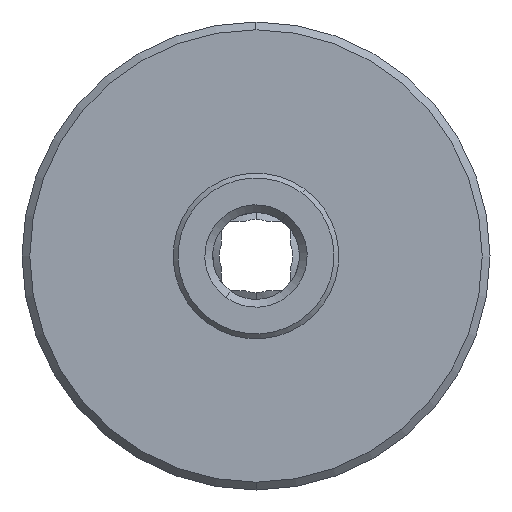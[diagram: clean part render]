
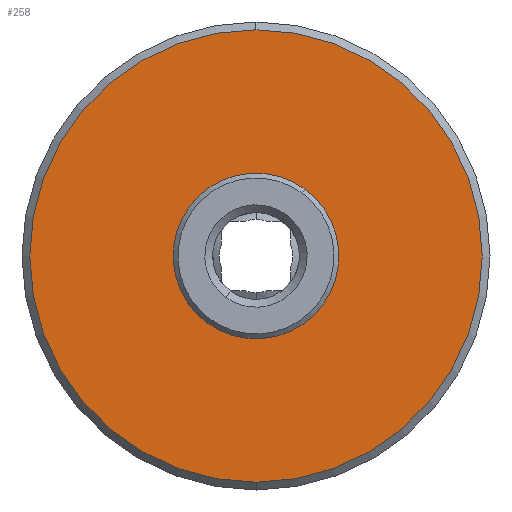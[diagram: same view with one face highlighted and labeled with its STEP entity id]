
A CAD part, left-side view. The second image highlights one B-rep face of the part: STEP entity #258.
In plain terms, the highlighted planar face has unit normal (-1, 0, 0).
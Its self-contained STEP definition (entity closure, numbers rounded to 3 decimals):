
#121 = CARTESIAN_POINT ( 'NONE',  ( 0., 0., 0. ) ) ;
#124 = CARTESIAN_POINT ( 'NONE',  ( 0., 0., -23.2 ) ) ;
#125 = DIRECTION ( 'NONE',  ( 1., 0., 0. ) ) ;
#183 = VERTEX_POINT ( 'NONE', #262 ) ;
#258 = ADVANCED_FACE ( 'NONE', ( #2195, #2185 ), #294, .T. ) ;
#262 = CARTESIAN_POINT ( 'NONE',  ( 0., 0., 23.2 ) ) ;
#276 = ORIENTED_EDGE ( 'NONE', *, *, #1403, .T. ) ;
#277 = CARTESIAN_POINT ( 'NONE',  ( 0., 23.2, 0. ) ) ;
#284 = ORIENTED_EDGE ( 'NONE', *, *, #1369, .F. ) ;
#286 = ORIENTED_EDGE ( 'NONE', *, *, #1482, .T. ) ;
#294 = PLANE ( 'NONE',  #1593 ) ;
#295 = DIRECTION ( 'NONE',  ( -1., 0., 0. ) ) ;
#298 = DIRECTION ( 'NONE',  ( 0., 0., 1. ) ) ;
#300 = ORIENTED_EDGE ( 'NONE', *, *, #1603, .F. ) ;
#594 = CARTESIAN_POINT ( 'NONE',  ( 0., 0., 7.5 ) ) ;
#898 = DIRECTION ( 'NONE',  ( 0., 0., -1. ) ) ;
#905 = VERTEX_POINT ( 'NONE', #124 ) ;
#984 = EDGE_LOOP ( 'NONE', ( #284, #300 ) ) ;
#1211 = AXIS2_PLACEMENT_3D ( 'NONE', #1793, #1797, #1804 ) ;
#1215 = AXIS2_PLACEMENT_3D ( 'NONE', #1558, #1565, #1573 ) ;
#1222 = AXIS2_PLACEMENT_3D ( 'NONE', #121, #125, #2259 ) ;
#1240 = AXIS2_PLACEMENT_3D ( 'NONE', #2366, #2369, #898 ) ;
#1369 = EDGE_CURVE ( 'NONE', #905, #183, #1772, .T. ) ;
#1403 = EDGE_CURVE ( 'NONE', #1770, #1906, #1758, .T. ) ;
#1482 = EDGE_CURVE ( 'NONE', #1906, #1770, #1749, .T. ) ;
#1558 = CARTESIAN_POINT ( 'NONE',  ( 0., 0., 0. ) ) ;
#1565 = DIRECTION ( 'NONE',  ( 1., 0., 0. ) ) ;
#1573 = DIRECTION ( 'NONE',  ( 0., 0., -1. ) ) ;
#1593 = AXIS2_PLACEMENT_3D ( 'NONE', #277, #295, #298 ) ;
#1603 = EDGE_CURVE ( 'NONE', #183, #905, #1764, .T. ) ;
#1670 = EDGE_LOOP ( 'NONE', ( #276, #286 ) ) ;
#1683 = CARTESIAN_POINT ( 'NONE',  ( 0., 0., -7.5 ) ) ;
#1749 = CIRCLE ( 'NONE', #1215, 7.5 ) ;
#1758 = CIRCLE ( 'NONE', #1222, 7.5 ) ;
#1764 = CIRCLE ( 'NONE', #1211, 23.2 ) ;
#1770 = VERTEX_POINT ( 'NONE', #1683 ) ;
#1772 = CIRCLE ( 'NONE', #1240, 23.2 ) ;
#1793 = CARTESIAN_POINT ( 'NONE',  ( 0., 0., 0. ) ) ;
#1797 = DIRECTION ( 'NONE',  ( 1., 0., 0. ) ) ;
#1804 = DIRECTION ( 'NONE',  ( 0., 0., -1. ) ) ;
#1906 = VERTEX_POINT ( 'NONE', #594 ) ;
#2185 = FACE_OUTER_BOUND ( 'NONE', #984, .T. ) ;
#2195 = FACE_BOUND ( 'NONE', #1670, .T. ) ;
#2259 = DIRECTION ( 'NONE',  ( 0., 0., -1. ) ) ;
#2366 = CARTESIAN_POINT ( 'NONE',  ( 0., 0., 0. ) ) ;
#2369 = DIRECTION ( 'NONE',  ( 1., 0., 0. ) ) ;
